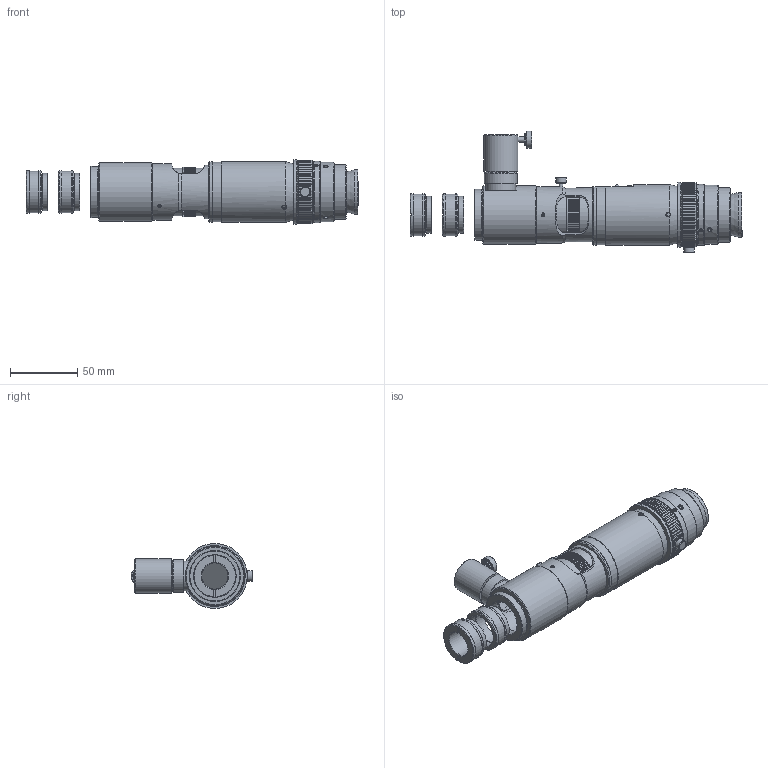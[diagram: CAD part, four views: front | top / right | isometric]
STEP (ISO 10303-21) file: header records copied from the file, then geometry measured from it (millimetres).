
FILE_DESCRIPTION((''),'2;1');
FILE_NAME('51139AD.stp','2009-11-16T08:38:19',('EVANS'),(''),'Autodesk Inventor 2010','Autodesk Inventor 2010','');
FILE_SCHEMA(('AUTOMOTIVE_DESIGN { 1 0 10303 214 1 1 1 1 }'));
Length unit declared in the file: inch
Products named in the file (65): Assembly1 (LevelofDetail1); 51139AD.iam (~1); 50025; 50156; 50026; 50155; 50674; 50157; 50158; 50205; 61604; 7187; 7188; 7082; 4141; 50540(coax).iam (~1); 50541; 50143; 50616; 50693; 50361; 50514.iam (~1); 50372; 50350; 50518.iam (~1); 60686.iam (~1); 60697; 50359; 50121; 50349; 50508-0.25F.iam (~1); 50511.iam (~1); 50358; 60888; 30382-R; 30382-APER; 30382-PIN; 60668; 60667; 6296 ...
Assembly tree (75 placements, depth 5):
  Assembly1 (LevelofDetail1)
    51139AD.iam (~1)
      50025
        50156
      50026
        50155
      50674
      50157
        50158
        50205
        61604
        7187
          7188
          7082
          4141
      50540(coax).iam (~1)
        50541
        50143  x2
        50616  x2
        50693
        50361
        50372
        50350
        60697
        50359
        50121
        50349
        50358
        60888  x2
        30382-R
          30382-APER
          30382-PIN
        60668
        60667
        6296
        50542
        7004  x3
        7001  x3
        60070
        50543
        60436
          7261
          60433
        7007  x3
        50465
        50725
        50726
        50727
        50466
        50467
        50539
      50521-3
      60354
      7168
      7176  x2
      7004  x3
      50360
      7108  x3
      60436
        7261
Bounding box: 247.75 x 90.98 x 48.41 mm (x, y, z)
Volume: 154527.4 mm3; surface area: 119334.9 mm2
Topology: 67 solids, 67 shells, 1248 faces, 3056 edges, 2009 vertices
Faces by surface type: plane 645, cylinder 414, cone 142, bspline 36, sphere 11
Full cylindrical faces by diameter (mm): 1.5 x1, 1.524 x2, 1.575 x2, 1.702 x3, 1.727 x2, 1.981 x1, 2.083 x2, 2.159 x4, 2.184 x3, 2.286 x2, 2.845 x8, 2.997 x1, 3.162 x2, 3.175 x4, 3.302 x3, 3.81 x1, 4.166 x7, 4.75 x2, 4.978 x1, 6.477 x1, 6.807 x1, 6.858 x1, 7.239 x1, 7.874 x2, 8.001 x1, 8.026 x1, 9.525 x2, 9.601 x1, 10.541 x1, 12.7 x2
Entity records: 38830 total; most frequent: CARTESIAN_POINT 12454, DIRECTION 5228, ORIENTED_EDGE 4648, EDGE_CURVE 2324, AXIS2_PLACEMENT_3D 2002, VERTEX_POINT 1693, EDGE_LOOP 1525, VECTOR 1224
